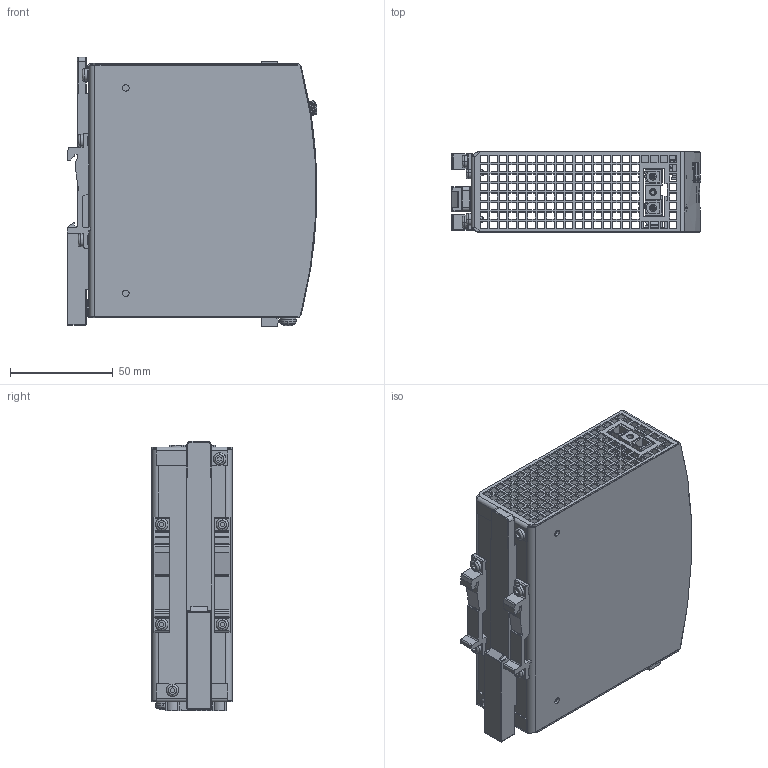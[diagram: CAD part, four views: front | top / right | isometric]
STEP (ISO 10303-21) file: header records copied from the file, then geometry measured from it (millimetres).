
FILE_DESCRIPTION((''),'2;1');
FILE_NAME('CAD-7199_CP10_241-R2_SW0001','2021-03-11T13:35:55',('creinig-se'),(''),'CREO PARAMETRIC BY PTC INC, 2019292','CREO PARAMETRIC BY PTC INC, 2019292','');
FILE_SCHEMA(('CONFIG_CONTROL_DESIGN','SHAPE_APPEARANCE_LAYERS_GROUPS'));
Products named in the file (1): CAD-7199_CP10_241-R2_SW0001
Bounding box: 121.66 x 39 x 131.14 mm (x, y, z)
Volume: 70461.8 mm3; surface area: 97309.2 mm2
Topology: 5 solids, 6 shells, 2356 faces, 6958 edges, 4675 vertices
Faces by surface type: plane 1872, cylinder 317, cone 69, torus 62, bspline 23, sphere 13
Entity records: 99907 total; most frequent: CARTESIAN_POINT 18046, ORIENTED_EDGE 13858, DIRECTION 12124, EDGE_CURVE 6929, VECTOR 5678, LINE 5678, VERTEX_POINT 4669, AXIS2_PLACEMENT_3D 3223
